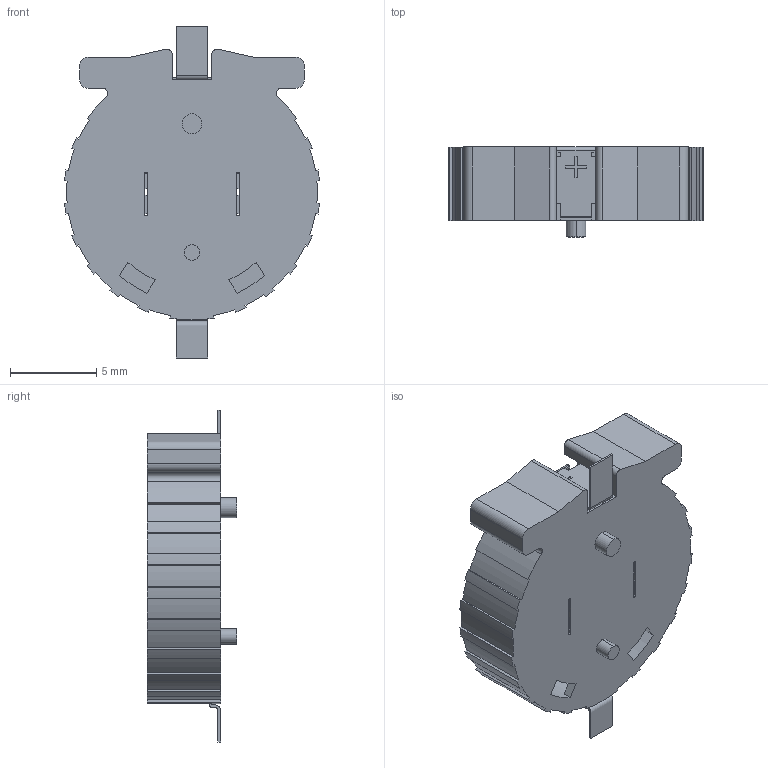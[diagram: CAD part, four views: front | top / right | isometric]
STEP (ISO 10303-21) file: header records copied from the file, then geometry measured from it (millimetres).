
FILE_DESCRIPTION (( 'STEP AP214' ), '1' );
FILE_NAME ('S8411-45R.STEP', '2020-01-09T03:05:28', ( '' ), ( '' ), 'SwSTEP 2.0', 'SolidWorks 2017', '' );
FILE_SCHEMA (( 'AUTOMOTIVE_DESIGN' ));
Length unit declared in the file: millimetre
Products named in the file (1): S8411-45R
Bounding box: 14.74 x 5.2 x 19.2 mm (x, y, z)
Volume: 250.9 mm3; surface area: 1068.1 mm2
Topology: 3 solids, 3 shells, 326 faces, 904 edges, 586 vertices
Faces by surface type: plane 231, cylinder 90, bspline 3, cone 2
Entity records: 10496 total; most frequent: CARTESIAN_POINT 1926, ORIENTED_EDGE 1808, DIRECTION 1752, EDGE_CURVE 904, LINE 696, VECTOR 696, VERTEX_POINT 586, AXIS2_PLACEMENT_3D 528
